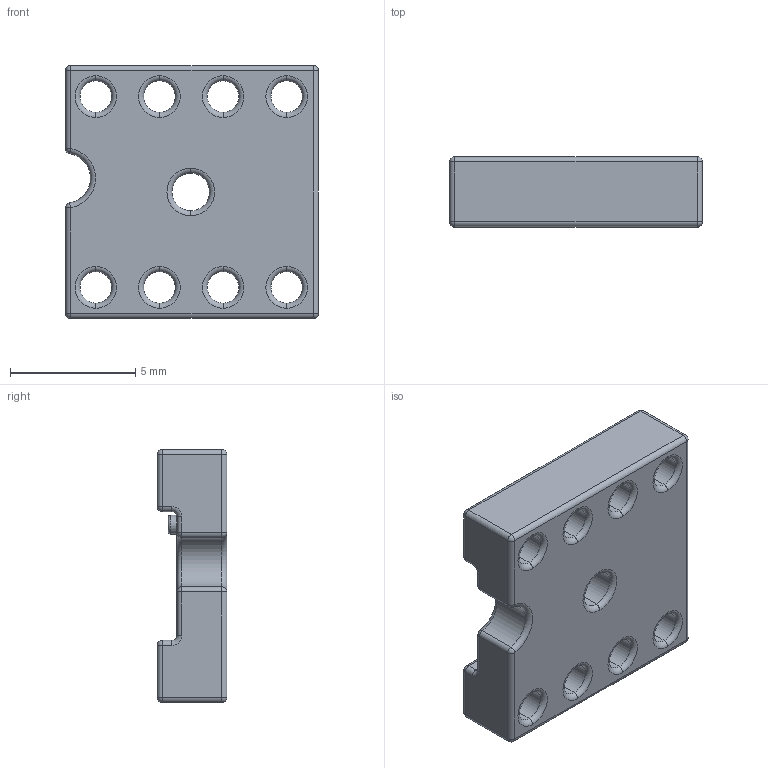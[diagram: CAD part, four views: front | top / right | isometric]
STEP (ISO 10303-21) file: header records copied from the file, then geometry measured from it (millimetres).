
FILE_DESCRIPTION (( 'STEP AP214' ), '1' );
FILE_NAME ('210-xx-308-41-001000.STEP', '2018-09-19T14:38:07', ( '' ), ( '' ), 'SwSTEP 2.0', 'SolidWorks 2014', '' );
FILE_SCHEMA (( 'AUTOMOTIVE_DESIGN' ));
Length unit declared in the file: millimetre
Products named in the file (1): 210-xx-308-41-001000
Bounding box: 10.1 x 2.79 x 10.1 mm (x, y, z)
Volume: 196.3 mm3; surface area: 392.9 mm2
Topology: 1 solids, 1 shells, 200 faces, 444 edges, 246 vertices
Faces by surface type: cylinder 85, torus 50, plane 31, cone 16, sphere 16, bspline 2
Entity records: 5524 total; most frequent: DIRECTION 1102, CARTESIAN_POINT 943, ORIENTED_EDGE 856, AXIS2_PLACEMENT_3D 485, EDGE_CURVE 428, CIRCLE 286, VERTEX_POINT 246, EDGE_LOOP 234
